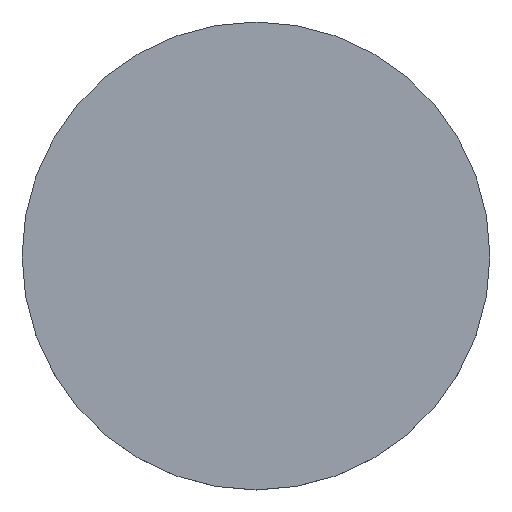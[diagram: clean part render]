
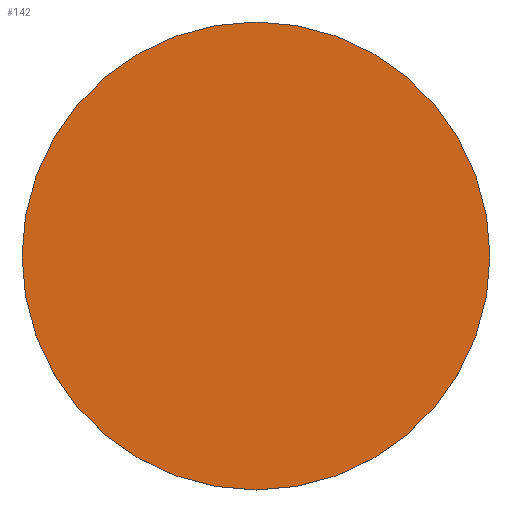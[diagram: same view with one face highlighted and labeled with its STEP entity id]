
A CAD part, top view. The second image highlights one B-rep face of the part: STEP entity #142.
In plain terms, the highlighted planar face has unit normal (0, 0, 1).
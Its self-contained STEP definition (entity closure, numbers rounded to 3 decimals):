
#14 = CIRCLE ( 'NONE', #84, 12.7 ) ;
#30 = DIRECTION ( 'NONE',  ( 0., 0., -1. ) ) ;
#50 = DIRECTION ( 'NONE',  ( 1., 0., 0. ) ) ;
#53 = DIRECTION ( 'NONE',  ( 0., 0., -1. ) ) ;
#55 = DIRECTION ( 'NONE',  ( 0., 0., 1. ) ) ;
#68 = AXIS2_PLACEMENT_3D ( 'NONE', #203, #55, #98 ) ;
#69 = CIRCLE ( 'NONE', #143, 12.7 ) ;
#72 = EDGE_CURVE ( 'NONE', #229, #232, #14, .T. ) ;
#78 = PLANE ( 'NONE',  #68 ) ;
#79 = DIRECTION ( 'NONE',  ( 1., 0., 0. ) ) ;
#84 = AXIS2_PLACEMENT_3D ( 'NONE', #140, #30, #50 ) ;
#85 = EDGE_CURVE ( 'NONE', #232, #229, #69, .T. ) ;
#98 = DIRECTION ( 'NONE',  ( 1., 0., 0. ) ) ;
#131 = ORIENTED_EDGE ( 'NONE', *, *, #85, .F. ) ;
#135 = CARTESIAN_POINT ( 'NONE',  ( 12.7, 0., 5. ) ) ;
#138 = FACE_OUTER_BOUND ( 'NONE', #177, .T. ) ;
#140 = CARTESIAN_POINT ( 'NONE',  ( 0., 0., 5. ) ) ;
#142 = ADVANCED_FACE ( 'NONE', ( #138 ), #78, .T. ) ;
#143 = AXIS2_PLACEMENT_3D ( 'NONE', #180, #53, #79 ) ;
#164 = ORIENTED_EDGE ( 'NONE', *, *, #72, .F. ) ;
#177 = EDGE_LOOP ( 'NONE', ( #131, #164 ) ) ;
#180 = CARTESIAN_POINT ( 'NONE',  ( 0., 0., 5. ) ) ;
#185 = CARTESIAN_POINT ( 'NONE',  ( -12.7, 0., 5. ) ) ;
#203 = CARTESIAN_POINT ( 'NONE',  ( 0., 26.112, 5. ) ) ;
#229 = VERTEX_POINT ( 'NONE', #185 ) ;
#232 = VERTEX_POINT ( 'NONE', #135 ) ;
